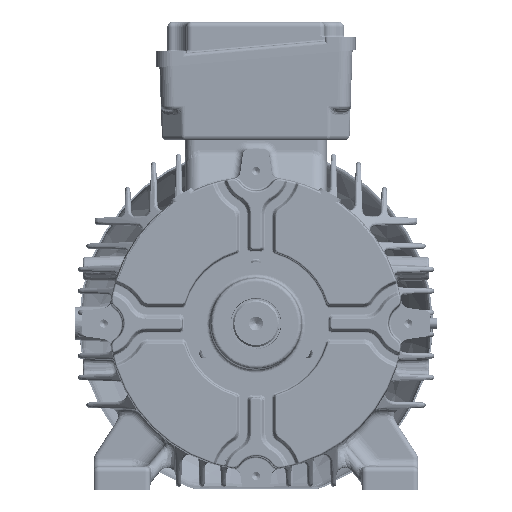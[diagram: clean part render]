
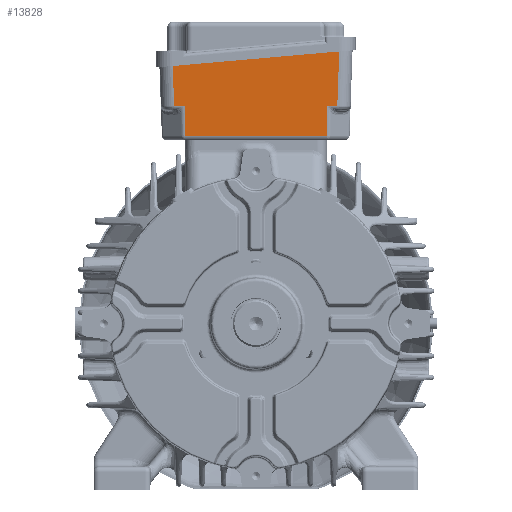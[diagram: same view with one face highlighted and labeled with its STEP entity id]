
A CAD part, left-side view. The second image highlights one B-rep face of the part: STEP entity #13828.
In plain terms, the highlighted planar face has unit normal (-0.999, 0, -0.035).
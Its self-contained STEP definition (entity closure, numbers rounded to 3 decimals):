
#13828 = ADVANCED_FACE( '', ( #29045 ), #29046, .T. );
#29045 = FACE_OUTER_BOUND( '', #155174, .T. );
#29046 = PLANE( '', #155175 );
#155174 = EDGE_LOOP( '', ( #213380, #213381, #213382, #213383, #213384, #213385, #213386, #213387, #213388, #213389 ) );
#155175 = AXIS2_PLACEMENT_3D( '', #213390, #213391, #213392 );
#213380 = ORIENTED_EDGE( '', *, *, #220559, .T. );
#213381 = ORIENTED_EDGE( '', *, *, #235042, .T. );
#213382 = ORIENTED_EDGE( '', *, *, #234127, .T. );
#213383 = ORIENTED_EDGE( '', *, *, #235670, .T. );
#213384 = ORIENTED_EDGE( '', *, *, #235865, .T. );
#213385 = ORIENTED_EDGE( '', *, *, #230619, .T. );
#213386 = ORIENTED_EDGE( '', *, *, #228979, .T. );
#213387 = ORIENTED_EDGE( '', *, *, #230767, .F. );
#213388 = ORIENTED_EDGE( '', *, *, #229263, .F. );
#213389 = ORIENTED_EDGE( '', *, *, #230765, .F. );
#213390 = CARTESIAN_POINT( '', ( -105.5, 58., 159.074 ) );
#213391 = DIRECTION( '', ( -0.999, 0., -0.035 ) );
#213392 = DIRECTION( '', ( -0.035, 0., 0.999 ) );
#220559 = EDGE_CURVE( '', #239314, #239312, #239315, .T. );
#228979 = EDGE_CURVE( '', #253005, #253006, #253007, .T. );
#229263 = EDGE_CURVE( '', #253141, #253399, #253400, .T. );
#230619 = EDGE_CURVE( '', #243285, #253005, #255167, .T. );
#230765 = EDGE_CURVE( '', #239314, #253141, #255353, .T. );
#230767 = EDGE_CURVE( '', #253399, #253006, #255355, .T. );
#234127 = EDGE_CURVE( '', #255409, #259271, #259313, .T. );
#235042 = EDGE_CURVE( '', #239312, #255409, #260302, .T. );
#235670 = EDGE_CURVE( '', #259271, #239260, #260970, .T. );
#235865 = EDGE_CURVE( '', #239260, #243285, #261169, .T. );
#239260 = VERTEX_POINT( '', #270627 );
#239312 = VERTEX_POINT( '', #271081 );
#239314 = VERTEX_POINT( '', #271083 );
#239315 = LINE( '', #271084, #271085 );
#243285 = VERTEX_POINT( '', #288579 );
#253005 = VERTEX_POINT( '', #318667 );
#253006 = VERTEX_POINT( '', #318668 );
#253007 = LINE( '', #318669, #318670 );
#253141 = VERTEX_POINT( '', #319081 );
#253399 = VERTEX_POINT( '', #320003 );
#253400 = LINE( '', #320004, #320005 );
#255167 = LINE( '', #328186, #328187 );
#255353 = LINE( '', #328843, #328844 );
#255355 = LINE( '', #328847, #328848 );
#255409 = VERTEX_POINT( '', #329264 );
#259271 = VERTEX_POINT( '', #344598 );
#259313 = LINE( '', #344731, #344732 );
#260302 = LINE( '', #348049, #348050 );
#260970 = LINE( '', #350478, #350479 );
#261169 = LINE( '', #351097, #351098 );
#270627 = CARTESIAN_POINT( '', ( -103.887, -42.625, 112.895 ) );
#271081 = CARTESIAN_POINT( '', ( -104.516, 49.198, 130.895 ) );
#271083 = CARTESIAN_POINT( '', ( -105.347, 50.029, 154.697 ) );
#271084 = CARTESIAN_POINT( '', ( -105.51, 50.192, 159.347 ) );
#271085 = VECTOR( '', #354704, 1000. );
#288579 = CARTESIAN_POINT( '', ( -104.516, -42.885, 130.895 ) );
#318667 = CARTESIAN_POINT( '', ( -104.516, -48.844, 130.895 ) );
#318668 = CARTESIAN_POINT( '', ( -105.653, -49.98, 163.447 ) );
#318669 = CARTESIAN_POINT( '', ( -105.369, -49.697, 155.318 ) );
#318670 = VECTOR( '', #366637, 1000. );
#319081 = CARTESIAN_POINT( '', ( -105.4, 32.651, 156.218 ) );
#320003 = CARTESIAN_POINT( '', ( -105.5, 0., 159.074 ) );
#320004 = CARTESIAN_POINT( '', ( -105.323, 57.999, 154. ) );
#320005 = VECTOR( '', #366984, 1000. );
#328186 = CARTESIAN_POINT( '', ( -104.516, -48.743, 130.895 ) );
#328187 = VECTOR( '', #368560, 1000. );
#328843 = CARTESIAN_POINT( '', ( -105.323, 57.999, 154. ) );
#328844 = VECTOR( '', #368744, 1000. );
#328847 = CARTESIAN_POINT( '', ( -105.323, 57.999, 154. ) );
#328848 = VECTOR( '', #368746, 1000. );
#329264 = CARTESIAN_POINT( '', ( -104.516, 42.885, 130.895 ) );
#344598 = CARTESIAN_POINT( '', ( -103.887, 42.625, 112.895 ) );
#344731 = CARTESIAN_POINT( '', ( -103.787, 42.583, 110.018 ) );
#344732 = VECTOR( '', #372207, 1000. );
#348049 = CARTESIAN_POINT( '', ( -104.516, 42.843, 130.895 ) );
#348050 = VECTOR( '', #372958, 1000. );
#350478 = CARTESIAN_POINT( '', ( -103.887, -42.583, 112.895 ) );
#350479 = VECTOR( '', #373416, 1000. );
#351097 = CARTESIAN_POINT( '', ( -104.415, -42.844, 128.018 ) );
#351098 = VECTOR( '', #373526, 1000. );
#354704 = DIRECTION( '', ( 0.035, -0.035, -0.999 ) );
#366637 = DIRECTION( '', ( -0.035, -0.035, 0.999 ) );
#366984 = DIRECTION( '', ( -0.003, -0.996, 0.087 ) );
#368560 = DIRECTION( '', ( 0., -1., 0. ) );
#368744 = DIRECTION( '', ( -0.003, -0.996, 0.087 ) );
#368746 = DIRECTION( '', ( -0.003, -0.996, 0.087 ) );
#372207 = DIRECTION( '', ( 0.035, -0.014, -0.999 ) );
#372958 = DIRECTION( '', ( 0., -1., 0. ) );
#373416 = DIRECTION( '', ( 0., -1., 0. ) );
#373526 = DIRECTION( '', ( -0.035, -0.014, 0.999 ) );
